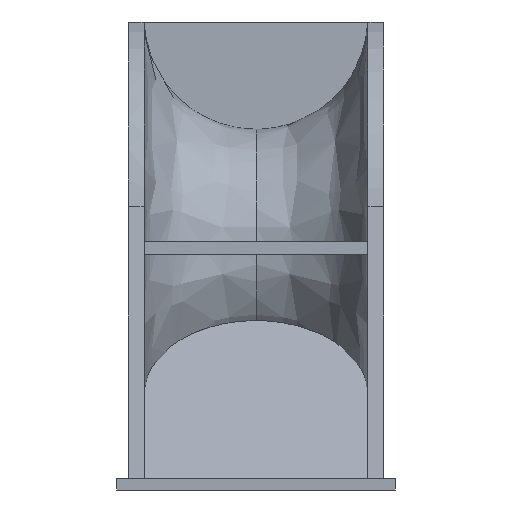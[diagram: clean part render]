
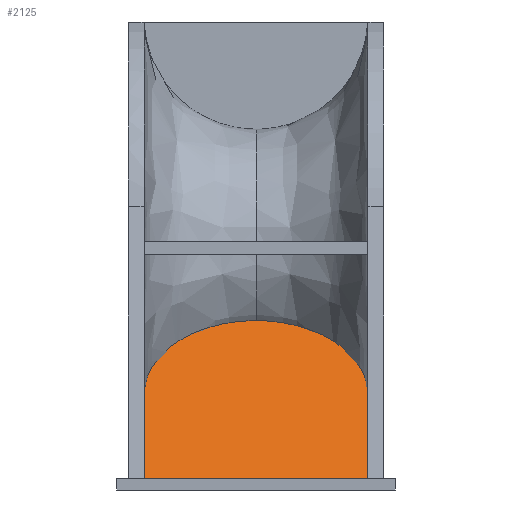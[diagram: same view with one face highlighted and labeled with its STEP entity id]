
A CAD part, left-side view. The second image highlights one B-rep face of the part: STEP entity #2125.
In plain terms, the highlighted free-form (B-spline) face has degree [1, 1] with [2, 2] control points.
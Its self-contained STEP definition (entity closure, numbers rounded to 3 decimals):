
#2065 = EDGE_CURVE('',#2066,#2068,#2070,.T.);
#2066 = VERTEX_POINT('',#2067);
#2067 = CARTESIAN_POINT('',(-995.852,359.128,
    -740.861));
#2068 = VERTEX_POINT('',#2069);
#2069 = CARTESIAN_POINT('',(-995.852,-359.128,
    -740.861));
#2070 = B_SPLINE_CURVE_WITH_KNOTS('',1,(#2071,#2072),.UNSPECIFIED.,.F.,
  .F.,(2,2),(0.,489.592),.PIECEWISE_BEZIER_KNOTS.);
#2071 = CARTESIAN_POINT('',(-995.852,359.128,
    -740.861));
#2072 = CARTESIAN_POINT('',(-995.852,-359.128,
    -740.861));
#2101 = EDGE_CURVE('',#2102,#2068,#2104,.T.);
#2102 = VERTEX_POINT('',#2103);
#2103 = CARTESIAN_POINT('',(-672.54,-359.128,
    -459.81));
#2104 = B_SPLINE_CURVE_WITH_KNOTS('',1,(#2105,#2106),.UNSPECIFIED.,.F.,
  .F.,(2,2),(-0.,292.009),.PIECEWISE_BEZIER_KNOTS.);
#2105 = CARTESIAN_POINT('',(-672.54,-359.128,
    -459.81));
#2106 = CARTESIAN_POINT('',(-995.852,-359.128,
    -740.861));
#2125 = ADVANCED_FACE('',(#2126),#2145,.T.);
#2126 = FACE_BOUND('',#2127,.T.);
#2127 = EDGE_LOOP('',(#2128,#2129,#2130,#2140));
#2128 = ORIENTED_EDGE('',*,*,#2065,.T.);
#2129 = ORIENTED_EDGE('',*,*,#2101,.F.);
#2130 = ORIENTED_EDGE('',*,*,#2131,.F.);
#2131 = EDGE_CURVE('',#2132,#2102,#2134,.T.);
#2132 = VERTEX_POINT('',#2133);
#2133 = CARTESIAN_POINT('',(-672.54,359.128,
    -459.81));
#2134 = ( BOUNDED_CURVE() B_SPLINE_CURVE(2,(#2135,#2136,#2137,#2138,
#2139),.UNSPECIFIED.,.F.,.F.) B_SPLINE_CURVE_WITH_KNOTS((3,2,3),(
    0.041,1.571,3.101),
.PIECEWISE_BEZIER_KNOTS.) CURVE() GEOMETRIC_REPRESENTATION_ITEM() 
RATIONAL_B_SPLINE_CURVE((1.,0.721,1.,0.721,1.)) 
REPRESENTATION_ITEM('') );
#2135 = CARTESIAN_POINT('',(-672.54,359.128,
    -459.81));
#2136 = CARTESIAN_POINT('',(-412.349,345.044,
    -233.629));
#2137 = CARTESIAN_POINT('',(-412.349,0.,
    -233.629));
#2138 = CARTESIAN_POINT('',(-412.349,-345.044,
    -233.629));
#2139 = CARTESIAN_POINT('',(-672.54,-359.128,
    -459.81));
#2140 = ORIENTED_EDGE('',*,*,#2141,.T.);
#2141 = EDGE_CURVE('',#2132,#2066,#2142,.T.);
#2142 = B_SPLINE_CURVE_WITH_KNOTS('',1,(#2143,#2144),.UNSPECIFIED.,.F.,
  .F.,(2,2),(-0.,292.009),.PIECEWISE_BEZIER_KNOTS.);
#2143 = CARTESIAN_POINT('',(-672.54,359.128,
    -459.81));
#2144 = CARTESIAN_POINT('',(-995.852,359.128,
    -740.861));
#2145 = B_SPLINE_SURFACE_WITH_KNOTS('',1,1,(
    (#2146,#2147)
    ,(#2148,#2149
    )),.UNSPECIFIED.,.F.,.F.,.F.,(2,2),(2,2),(-244.796,
    244.796),(260.,787.009),.PIECEWISE_BEZIER_KNOTS.);
#2146 = CARTESIAN_POINT('',(-412.349,-359.128,
    -233.629));
#2147 = CARTESIAN_POINT('',(-995.852,-359.128,
    -740.861));
#2148 = CARTESIAN_POINT('',(-412.349,359.128,
    -233.629));
#2149 = CARTESIAN_POINT('',(-995.852,359.128,
    -740.861));
